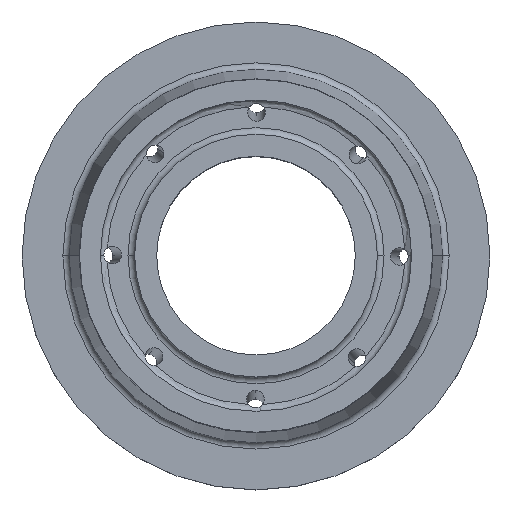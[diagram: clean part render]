
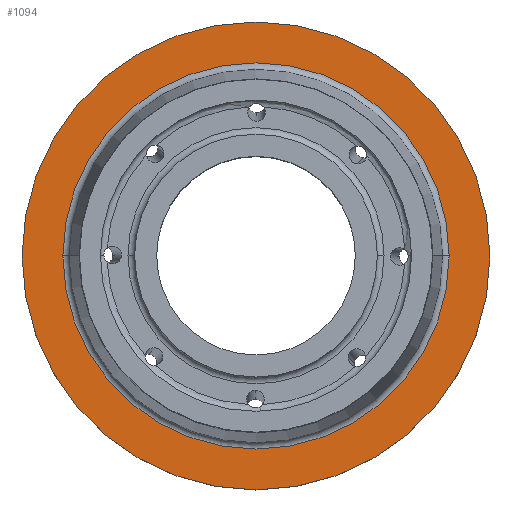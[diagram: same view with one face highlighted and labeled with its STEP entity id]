
A CAD part, top view. The second image highlights one B-rep face of the part: STEP entity #1094.
In plain terms, the highlighted planar face has unit normal (0, 0, 1).
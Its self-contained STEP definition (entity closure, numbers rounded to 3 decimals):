
#49 = CIRCLE ( 'NONE', #1975, 106. ) ;
#82 = EDGE_LOOP ( 'NONE', ( #1676, #1398 ) ) ;
#122 = CARTESIAN_POINT ( 'NONE',  ( -106., 0., 25. ) ) ;
#145 = DIRECTION ( 'NONE',  ( 0., 0., 1. ) ) ;
#155 = VERTEX_POINT ( 'NONE', #122 ) ;
#216 = CARTESIAN_POINT ( 'NONE',  ( 0., 0., 25. ) ) ;
#227 = DIRECTION ( 'NONE',  ( 0., 0., 1. ) ) ;
#237 = DIRECTION ( 'NONE',  ( 1., 0., 0. ) ) ;
#313 = CARTESIAN_POINT ( 'NONE',  ( 87.5, 0., 25. ) ) ;
#491 = ORIENTED_EDGE ( 'NONE', *, *, #1575, .T. ) ;
#580 = AXIS2_PLACEMENT_3D ( 'NONE', #216, #227, #237 ) ;
#592 = CARTESIAN_POINT ( 'NONE',  ( 0., 0., 25. ) ) ;
#652 = CIRCLE ( 'NONE', #580, 106. ) ;
#664 = CARTESIAN_POINT ( 'NONE',  ( 106., 0., 25. ) ) ;
#791 = VERTEX_POINT ( 'NONE', #313 ) ;
#796 = DIRECTION ( 'NONE',  ( 0., 0., 1. ) ) ;
#813 = FACE_BOUND ( 'NONE', #82, .T. ) ;
#870 = VERTEX_POINT ( 'NONE', #1120 ) ;
#980 = EDGE_CURVE ( 'NONE', #2346, #155, #652, .T. ) ;
#1094 = ADVANCED_FACE ( 'NONE', ( #813, #1217 ), #2328, .F. ) ;
#1120 = CARTESIAN_POINT ( 'NONE',  ( -87.5, 0., 25. ) ) ;
#1217 = FACE_OUTER_BOUND ( 'NONE', #2441, .T. ) ;
#1398 = ORIENTED_EDGE ( 'NONE', *, *, #1952, .F. ) ;
#1516 = ORIENTED_EDGE ( 'NONE', *, *, #980, .T. ) ;
#1575 = EDGE_CURVE ( 'NONE', #155, #2346, #49, .T. ) ;
#1579 = AXIS2_PLACEMENT_3D ( 'NONE', #1982, #796, #2152 ) ;
#1590 = AXIS2_PLACEMENT_3D ( 'NONE', #592, #145, #1637 ) ;
#1637 = DIRECTION ( 'NONE',  ( 1., 0., 0. ) ) ;
#1676 = ORIENTED_EDGE ( 'NONE', *, *, #1858, .F. ) ;
#1830 = AXIS2_PLACEMENT_3D ( 'NONE', #2516, #2523, #2535 ) ;
#1858 = EDGE_CURVE ( 'NONE', #791, #870, #2287, .T. ) ;
#1952 = EDGE_CURVE ( 'NONE', #870, #791, #2169, .T. ) ;
#1975 = AXIS2_PLACEMENT_3D ( 'NONE', #2112, #2477, #2396 ) ;
#1982 = CARTESIAN_POINT ( 'NONE',  ( 0., 0., 25. ) ) ;
#2112 = CARTESIAN_POINT ( 'NONE',  ( 0., 0., 25. ) ) ;
#2152 = DIRECTION ( 'NONE',  ( 1., 0., 0. ) ) ;
#2169 = CIRCLE ( 'NONE', #1590, 87.5 ) ;
#2287 = CIRCLE ( 'NONE', #1579, 87.5 ) ;
#2328 = PLANE ( 'NONE',  #1830 ) ;
#2346 = VERTEX_POINT ( 'NONE', #664 ) ;
#2396 = DIRECTION ( 'NONE',  ( 1., 0., 0. ) ) ;
#2441 = EDGE_LOOP ( 'NONE', ( #1516, #491 ) ) ;
#2477 = DIRECTION ( 'NONE',  ( 0., 0., 1. ) ) ;
#2516 = CARTESIAN_POINT ( 'NONE',  ( 0., 87.5, 25. ) ) ;
#2523 = DIRECTION ( 'NONE',  ( 0., 0., -1. ) ) ;
#2535 = DIRECTION ( 'NONE',  ( -1., 0., 0. ) ) ;
